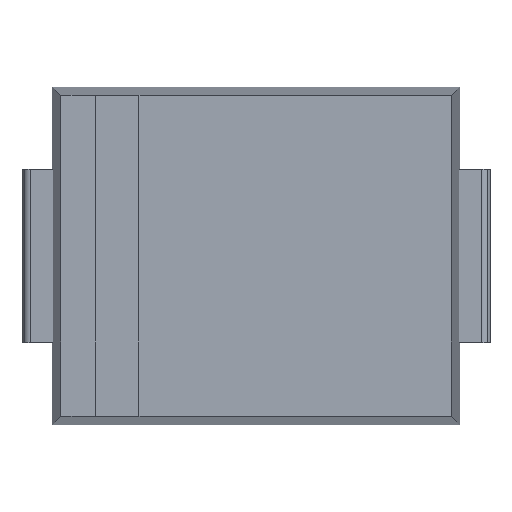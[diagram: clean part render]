
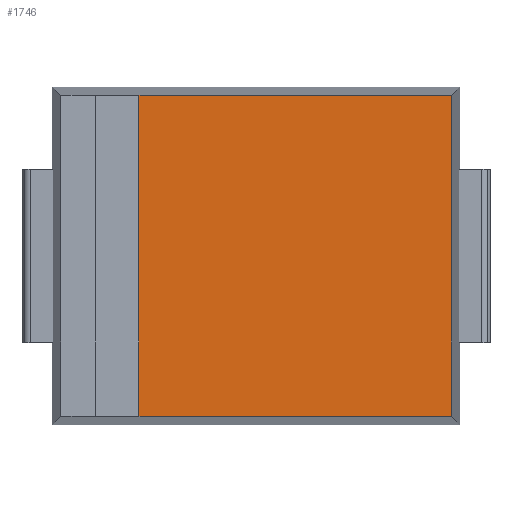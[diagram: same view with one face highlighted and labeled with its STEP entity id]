
A CAD part, top view. The second image highlights one B-rep face of the part: STEP entity #1746.
In plain terms, the highlighted planar face has unit normal (0, 0, 1).
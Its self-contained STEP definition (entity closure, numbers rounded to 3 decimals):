
#1557=CARTESIAN_POINT('',(-1.35,-1.85,2.4));
#1558=VERTEX_POINT('',#1557);
#1565=CARTESIAN_POINT('',(-1.35,1.85,2.4));
#1566=VERTEX_POINT('',#1565);
#1567=CARTESIAN_POINT('',(-1.35,1.85,2.4));
#1568=DIRECTION('',(0.0,-1.0,0.0));
#1569=VECTOR('',#1568,3.7);
#1570=LINE('',#1567,#1569);
#1571=EDGE_CURVE('',#1566,#1558,#1570,.T.);
#1597=CARTESIAN_POINT('',(2.253,1.85,2.4));
#1598=VERTEX_POINT('',#1597);
#1605=CARTESIAN_POINT('',(2.253,-1.85,2.4));
#1606=VERTEX_POINT('',#1605);
#1607=CARTESIAN_POINT('',(2.253,1.85,2.4));
#1608=DIRECTION('',(0.0,-1.0,0.0));
#1609=VECTOR('',#1608,3.7);
#1610=LINE('',#1607,#1609);
#1611=EDGE_CURVE('',#1598,#1606,#1610,.T.);
#1713=CARTESIAN_POINT('',(2.253,-1.85,2.4));
#1714=DIRECTION('',(-1.0,0.0,0.0));
#1715=VECTOR('',#1714,3.603);
#1716=LINE('',#1713,#1715);
#1717=EDGE_CURVE('',#1606,#1558,#1716,.T.);
#1730=CARTESIAN_POINT('',(0.0,0.,2.4));
#1731=DIRECTION('',(0.0,0.0,-1.0));
#1732=DIRECTION('',(-1.0,0.0,0.0));
#1733=AXIS2_PLACEMENT_3D('',#1730,#1731,#1732);
#1734=PLANE('',#1733);
#1735=ORIENTED_EDGE('',*,*,#1571,.T.);
#1736=ORIENTED_EDGE('',*,*,#1717,.F.);
#1737=ORIENTED_EDGE('',*,*,#1611,.F.);
#1738=CARTESIAN_POINT('',(-1.35,1.85,2.4));
#1739=DIRECTION('',(1.0,0.0,0.0));
#1740=VECTOR('',#1739,3.603);
#1741=LINE('',#1738,#1740);
#1742=EDGE_CURVE('',#1566,#1598,#1741,.T.);
#1743=ORIENTED_EDGE('',*,*,#1742,.F.);
#1744=EDGE_LOOP('',(#1735,#1736,#1737,#1743));
#1745=FACE_OUTER_BOUND('',#1744,.T.);
#1746=ADVANCED_FACE('',(#1745),#1734,.F.);
